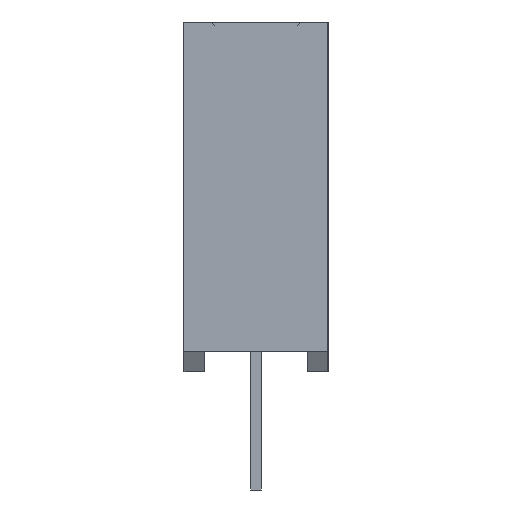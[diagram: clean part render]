
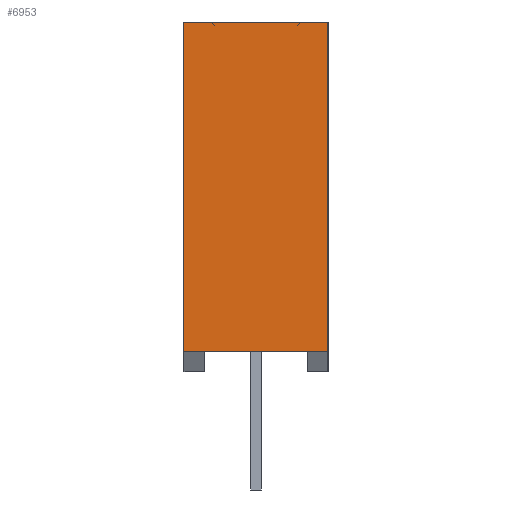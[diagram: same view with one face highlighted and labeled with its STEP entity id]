
A CAD part, left-side view. The second image highlights one B-rep face of the part: STEP entity #6953.
In plain terms, the highlighted planar face has unit normal (-1, 0, 0).
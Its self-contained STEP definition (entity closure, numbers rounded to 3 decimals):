
#80=DIRECTION('',(0.,1.,0.));
#81=VECTOR('',#80,3.556);
#82=CARTESIAN_POINT('',(-19.05,-1.778,0.));
#83=LINE('',#82,#81);
#344=DIRECTION('',(0.,0.,-1.));
#345=VECTOR('',#344,8.128);
#346=CARTESIAN_POINT('',(-19.05,1.778,0.));
#347=LINE('',#346,#345);
#748=DIRECTION('',(0.,1.,0.));
#749=VECTOR('',#748,3.556);
#750=CARTESIAN_POINT('',(-19.05,-1.778,-8.128));
#751=LINE('',#750,#749);
#1660=DIRECTION('',(0.,0.,-1.));
#1661=VECTOR('',#1660,8.128);
#1662=CARTESIAN_POINT('',(-19.05,-1.778,0.));
#1663=LINE('',#1662,#1661);
#4108=CARTESIAN_POINT('',(-19.05,-1.778,0.));
#4109=VERTEX_POINT('',#4108);
#4110=CARTESIAN_POINT('',(-19.05,1.778,0.));
#4111=VERTEX_POINT('',#4110);
#4116=CARTESIAN_POINT('',(-19.05,-1.778,-8.128));
#4117=CARTESIAN_POINT('',(-19.05,1.778,-8.128));
#4118=VERTEX_POINT('',#4116);
#4119=VERTEX_POINT('',#4117);
#6942=CARTESIAN_POINT('',(-19.05,-1.778,0.));
#6943=DIRECTION('',(-1.,0.,0.));
#6944=DIRECTION('',(0.,1.,0.));
#6945=AXIS2_PLACEMENT_3D('',#6942,#6943,#6944);
#6946=PLANE('',#6945);
#6947=ORIENTED_EDGE('',*,*,#5417,.F.);
#6948=ORIENTED_EDGE('',*,*,#6221,.T.);
#6949=ORIENTED_EDGE('',*,*,#5826,.T.);
#6950=ORIENTED_EDGE('',*,*,#5606,.F.);
#6951=EDGE_LOOP('',(#6947,#6948,#6949,#6950));
#6952=FACE_OUTER_BOUND('',#6951,.F.);
#6953=ADVANCED_FACE('',(#6952),#6946,.T.);
#5417=EDGE_CURVE('',#4109,#4111,#83,.T.);
#5606=EDGE_CURVE('',#4111,#4119,#347,.T.);
#5826=EDGE_CURVE('',#4118,#4119,#751,.T.);
#6221=EDGE_CURVE('',#4109,#4118,#1663,.T.);
